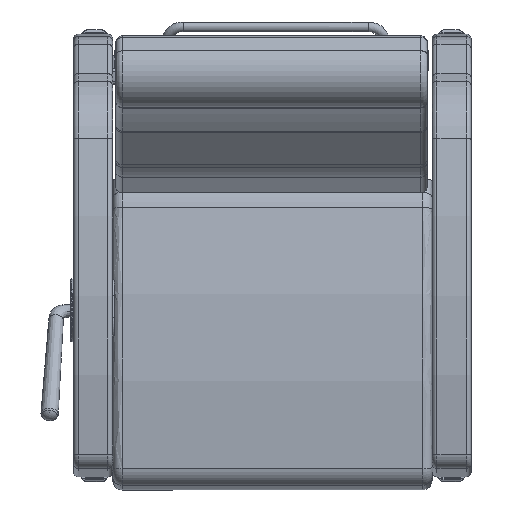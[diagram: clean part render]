
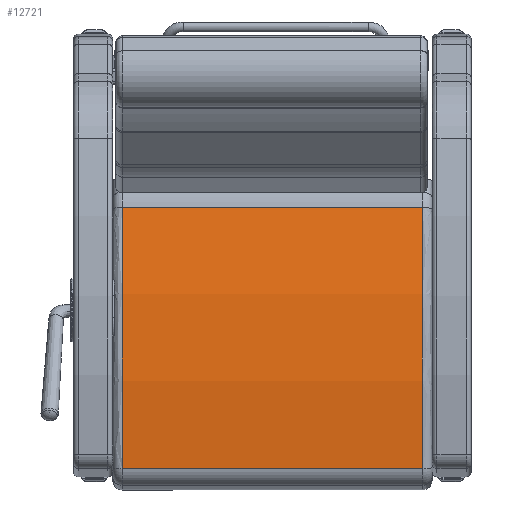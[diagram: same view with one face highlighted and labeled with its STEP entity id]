
A CAD part, front view. The second image highlights one B-rep face of the part: STEP entity #12721.
In plain terms, the highlighted free-form (B-spline) face has degree [1, 2] with [2, 3] control points.
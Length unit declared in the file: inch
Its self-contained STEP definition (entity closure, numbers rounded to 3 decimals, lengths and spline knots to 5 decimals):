
#276=(
BOUNDED_SURFACE()
B_SPLINE_SURFACE(1,2,((#20423,#20424,#20425),(#20426,#20427,#20428)),
 .UNSPECIFIED.,.F.,.F.,.F.)
B_SPLINE_SURFACE_WITH_KNOTS((2,2),(3,3),(-0.19254,0.19254),
(1.36178,1.69928),.UNSPECIFIED.)
GEOMETRIC_REPRESENTATION_ITEM()
RATIONAL_B_SPLINE_SURFACE(((1.,0.986,1.),(1.,0.986,
1.)))
REPRESENTATION_ITEM('')
SURFACE()
);
#516=ELLIPSE('',#13886,60.05357,60.);
#526=ELLIPSE('',#13914,60.05357,60.);
#1190=FACE_OUTER_BOUND('',#2040,.T.);
#2040=EDGE_LOOP('',(#8724,#8725,#8726,#8727));
#2985=LINE('',#20421,#3832);
#2986=LINE('',#20430,#3833);
#3832=VECTOR('',#15830,0.3937);
#3833=VECTOR('',#15833,0.3937);
#5544=VERTEX_POINT('',#20213);
#5545=VERTEX_POINT('',#20214);
#5570=VERTEX_POINT('',#20420);
#5571=VERTEX_POINT('',#20429);
#6740=EDGE_CURVE('',#5544,#5545,#516,.T.);
#6778=EDGE_CURVE('',#5545,#5570,#2985,.T.);
#6780=EDGE_CURVE('',#5544,#5571,#2986,.T.);
#6781=EDGE_CURVE('',#5570,#5571,#526,.T.);
#8724=ORIENTED_EDGE('',*,*,#6740,.F.);
#8725=ORIENTED_EDGE('',*,*,#6780,.T.);
#8726=ORIENTED_EDGE('',*,*,#6781,.F.);
#8727=ORIENTED_EDGE('',*,*,#6778,.F.);
#12721=ADVANCED_FACE('',(#1190),#276,.F.);
#13886=AXIS2_PLACEMENT_3D('',#20215,#15762,#15763);
#13914=AXIS2_PLACEMENT_3D('',#20431,#15834,#15835);
#15762=DIRECTION('center_axis',(0.,0.,-1.));
#15763=DIRECTION('ref_axis',(1.,0.,0.));
#15830=DIRECTION('',(0.,0.,1.));
#15833=DIRECTION('',(0.,0.,1.));
#15834=DIRECTION('center_axis',(0.,0.,1.));
#15835=DIRECTION('ref_axis',(1.,0.,0.));
#20213=CARTESIAN_POINT('',(-10.04459,1.25621,-11.5625));
#20214=CARTESIAN_POINT('',(10.1114,0.44486,-11.5625));
#20215=CARTESIAN_POINT('Origin',(-2.34979,-58.24922,-11.5625));
#20420=CARTESIAN_POINT('',(10.1114,0.44486,11.5625));
#20421=CARTESIAN_POINT('',(10.1114,0.44486,0.));
#20423=CARTESIAN_POINT('Ctrl Pts',(10.1114,0.44486,-11.5625));
#20424=CARTESIAN_POINT('Ctrl Pts',(0.10258,2.56602,-11.5625));
#20425=CARTESIAN_POINT('Ctrl Pts',(-10.04459,1.25621,-11.5625));
#20426=CARTESIAN_POINT('Ctrl Pts',(10.1114,0.44486,11.5625));
#20427=CARTESIAN_POINT('Ctrl Pts',(0.10258,2.56602,11.5625));
#20428=CARTESIAN_POINT('Ctrl Pts',(-10.04459,1.25621,11.5625));
#20429=CARTESIAN_POINT('',(-10.04459,1.25621,11.5625));
#20430=CARTESIAN_POINT('',(-10.04459,1.25621,0.));
#20431=CARTESIAN_POINT('Origin',(-2.34979,-58.24922,11.5625));
